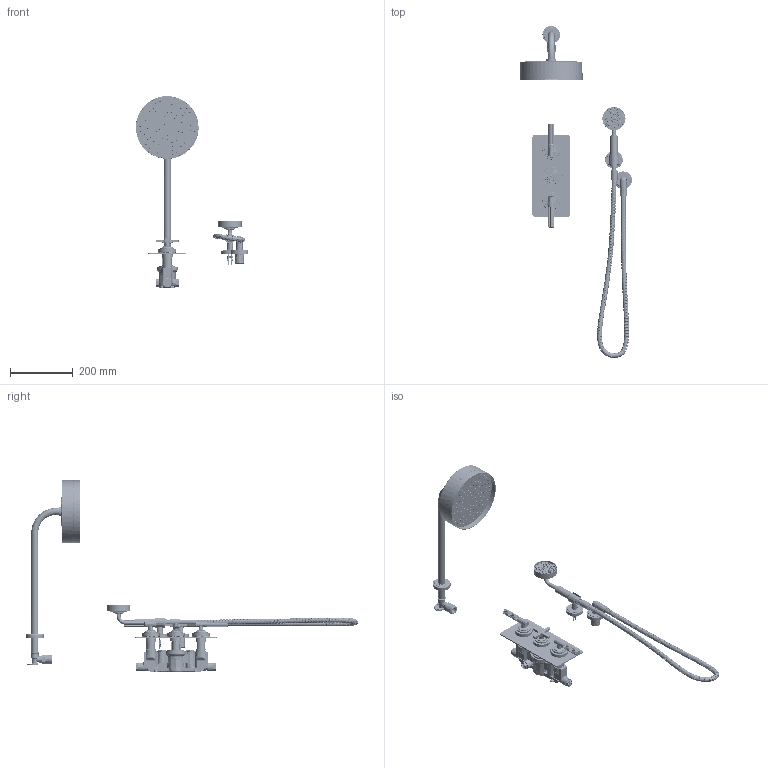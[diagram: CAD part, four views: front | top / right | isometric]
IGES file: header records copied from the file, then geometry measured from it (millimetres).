
Global section: file name: V7B2AXLL; native system: Autodesk Inventor 2023; preprocessor: unknown; author: rclarke; date: 20231004.074702; units: millimetre
Bounding box: 357.92 x 1059.08 x 611.66 mm (x, y, z)
Volume: 2568212 mm3; surface area: 788981.5 mm2
Topology: 128 solids, 142 shells, 8214 faces, 22473 edges, 14804 vertices
Faces by surface type: bspline 8214
